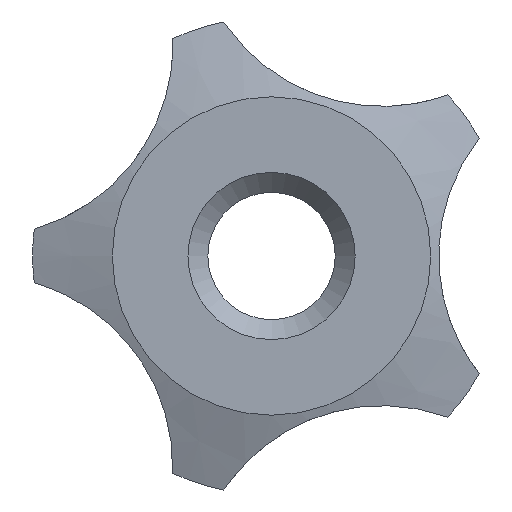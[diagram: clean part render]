
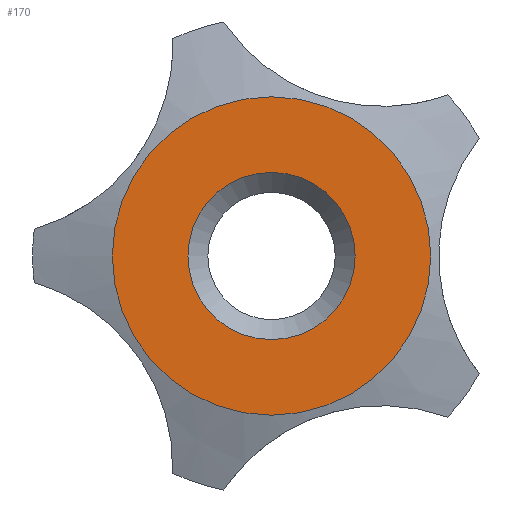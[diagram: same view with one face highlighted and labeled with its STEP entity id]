
A CAD part, left-side view. The second image highlights one B-rep face of the part: STEP entity #170.
In plain terms, the highlighted planar face has unit normal (-1, 0, 0).
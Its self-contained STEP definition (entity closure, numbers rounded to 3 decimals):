
#170=ADVANCED_FACE('',(#330,#332),#334,.T.);
#330=FACE_BOUND('',#331,.T.);
#331=EDGE_LOOP('',(#461));
#332=FACE_BOUND('',#333,.T.);
#333=EDGE_LOOP('',(#462));
#334=PLANE('',#335);
#335=AXIS2_PLACEMENT_3D('',#336,#337,#338);
#336=CARTESIAN_POINT('',(0.,0.,0.));
#337=DIRECTION('',(-1.,-0.,-0.));
#338=DIRECTION('',(0.,1.,0.));
#461=ORIENTED_EDGE('',*,*,#508,.F.);
#462=ORIENTED_EDGE('',*,*,#510,.T.);
#508=EDGE_CURVE('',#572,#572,#573,.T.);
#510=EDGE_CURVE('',#576,#576,#577,.T.);
#572=VERTEX_POINT('',#1383);
#573=CIRCLE('',#1384,20.);
#576=VERTEX_POINT('',#1393);
#577=CIRCLE('',#1394,10.5);
#1383=CARTESIAN_POINT('',(0.,20.,0.));
#1384=AXIS2_PLACEMENT_3D('',#1385,#1386,#1387);
#1385=CARTESIAN_POINT('',(0.,0.,0.));
#1386=DIRECTION('',(1.,0.,0.));
#1387=DIRECTION('',(0.,1.,0.));
#1393=CARTESIAN_POINT('',(0.,10.5,0.));
#1394=AXIS2_PLACEMENT_3D('',#1395,#1396,#1397);
#1395=CARTESIAN_POINT('',(0.,0.,0.));
#1396=DIRECTION('',(1.,0.,0.));
#1397=DIRECTION('',(0.,1.,0.));
